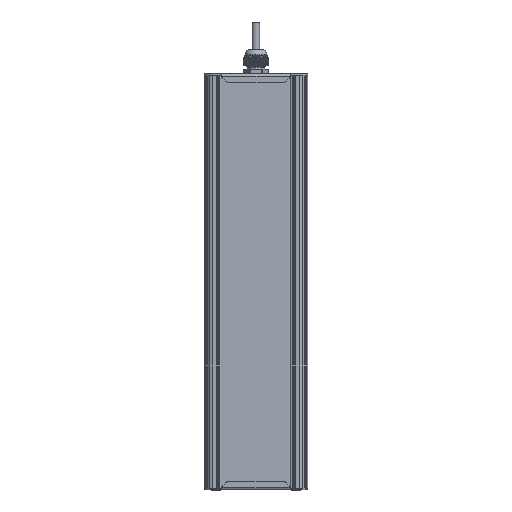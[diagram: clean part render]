
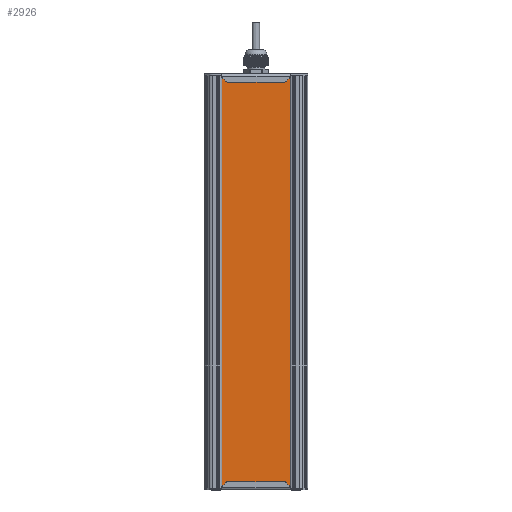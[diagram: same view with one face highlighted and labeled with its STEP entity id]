
A CAD part, front view. The second image highlights one B-rep face of the part: STEP entity #2926.
In plain terms, the highlighted face is planar.
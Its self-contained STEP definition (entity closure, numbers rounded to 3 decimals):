
#2926=ADVANCED_FACE('',(#11922),#11924,.T.);
#11922=FACE_BOUND('',#11923,.T.);
#11923=EDGE_LOOP('',(#37690,#37691,#37692,#37693));
#11924=PLANE('',#11925);
#11925=AXIS2_PLACEMENT_3D('',#11926,#11927,#11928);
#11926=CARTESIAN_POINT('',(120.465,593.492,117.308));
#11927=DIRECTION('',(0.,0.,-1.));
#11928=DIRECTION('',(0.,1.,0.));
#37690=ORIENTED_EDGE('',*,*,#43586,.T.);
#37691=ORIENTED_EDGE('',*,*,#43588,.F.);
#37692=ORIENTED_EDGE('',*,*,#43589,.F.);
#37693=ORIENTED_EDGE('',*,*,#43590,.T.);
#43586=EDGE_CURVE('',#48869,#48867,#48870,.T.);
#43588=EDGE_CURVE('',#48872,#48867,#48873,.T.);
#43589=EDGE_CURVE('',#48874,#48872,#48875,.T.);
#43590=EDGE_CURVE('',#48874,#48869,#48876,.T.);
#48867=VERTEX_POINT('',#67105);
#48869=VERTEX_POINT('',#67109);
#48870=LINE('',#67110,#67111);
#48872=VERTEX_POINT('',#67116);
#48873=LINE('',#67117,#67118);
#48874=VERTEX_POINT('',#67120);
#48875=LINE('',#67121,#67122);
#48876=LINE('',#67124,#67125);
#67105=CARTESIAN_POINT('',(491.465,679.838,117.308));
#67109=CARTESIAN_POINT('',(45.465,679.838,117.308));
#67110=CARTESIAN_POINT('',(45.465,679.838,117.308));
#67111=VECTOR('',#67112,1.);
#67112=DIRECTION('',(1.,0.,0.));
#67116=CARTESIAN_POINT('',(491.465,593.492,117.308));
#67117=CARTESIAN_POINT('',(491.465,593.492,117.308));
#67118=VECTOR('',#67119,1.);
#67119=DIRECTION('',(0.,1.,0.));
#67120=CARTESIAN_POINT('',(45.465,593.492,117.308));
#67121=CARTESIAN_POINT('',(45.465,593.492,117.308));
#67122=VECTOR('',#67123,1.);
#67123=DIRECTION('',(1.,0.,0.));
#67124=CARTESIAN_POINT('',(45.465,593.492,117.308));
#67125=VECTOR('',#67126,1.);
#67126=DIRECTION('',(0.,1.,0.));
